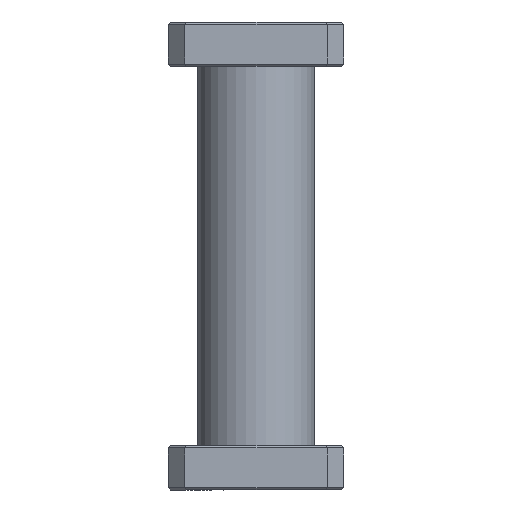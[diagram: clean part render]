
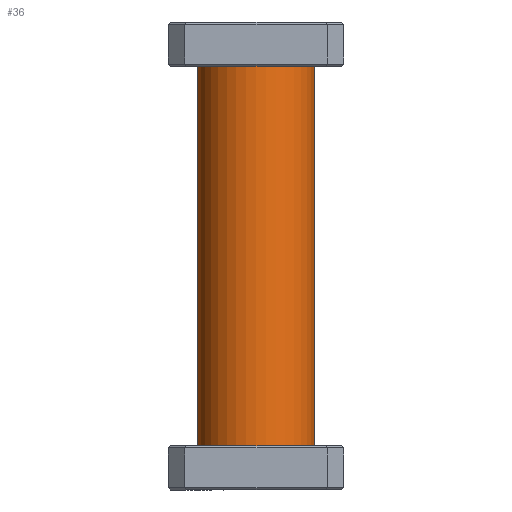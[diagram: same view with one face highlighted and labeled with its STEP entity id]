
A CAD part, front view. The second image highlights one B-rep face of the part: STEP entity #36.
In plain terms, the highlighted cylindrical face has radius 6.35 mm (diameter 12.7 mm), a partial arc.
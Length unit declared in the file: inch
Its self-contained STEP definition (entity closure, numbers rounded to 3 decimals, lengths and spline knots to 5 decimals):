
#36 = ADVANCED_FACE ( 'NONE', ( #2462 ), #597, .T. ) ;
#69 = CIRCLE ( 'NONE', #1893, 0.25 ) ;
#163 = ORIENTED_EDGE ( 'NONE', *, *, #299, .F. ) ;
#226 = EDGE_CURVE ( 'NONE', #2538, #2249, #69, .T. ) ;
#247 = LINE ( 'NONE', #1634, #577 ) ;
#289 = ORIENTED_EDGE ( 'NONE', *, *, #2254, .T. ) ;
#299 = EDGE_CURVE ( 'NONE', #451, #1751, #794, .T. ) ;
#451 = VERTEX_POINT ( 'NONE', #1391 ) ;
#577 = VECTOR ( 'NONE', #2474, 39.37008 ) ;
#597 = CYLINDRICAL_SURFACE ( 'NONE', #2286, 0.25 ) ;
#598 = EDGE_CURVE ( 'NONE', #1751, #2249, #247, .T. ) ;
#610 = DIRECTION ( 'NONE',  ( -1., 0., 0. ) ) ;
#781 = CARTESIAN_POINT ( 'NONE',  ( -0.25, 0., -0.81 ) ) ;
#782 = CARTESIAN_POINT ( 'NONE',  ( 0., 0., 1. ) ) ;
#794 = CIRCLE ( 'NONE', #2638, 0.25 ) ;
#1115 = DIRECTION ( 'NONE',  ( 0., 0., 1. ) ) ;
#1289 = DIRECTION ( 'NONE',  ( 1., 0., 0. ) ) ;
#1391 = CARTESIAN_POINT ( 'NONE',  ( -0.25, 0., 0.81 ) ) ;
#1437 = DIRECTION ( 'NONE',  ( 0., 0., -1. ) ) ;
#1500 = CARTESIAN_POINT ( 'NONE',  ( 0.25, 0., -0.81 ) ) ;
#1522 = DIRECTION ( 'NONE',  ( 0., 0., 1. ) ) ;
#1634 = CARTESIAN_POINT ( 'NONE',  ( 0.25, 0., 1. ) ) ;
#1688 = DIRECTION ( 'NONE',  ( 0., 0., -1. ) ) ;
#1719 = DIRECTION ( 'NONE',  ( 1., 0., 0. ) ) ;
#1726 = VECTOR ( 'NONE', #1688, 39.37008 ) ;
#1751 = VERTEX_POINT ( 'NONE', #2384 ) ;
#1856 = LINE ( 'NONE', #2319, #1726 ) ;
#1893 = AXIS2_PLACEMENT_3D ( 'NONE', #1907, #1115, #1289 ) ;
#1907 = CARTESIAN_POINT ( 'NONE',  ( 0., 0., -0.81 ) ) ;
#2162 = ORIENTED_EDGE ( 'NONE', *, *, #598, .F. ) ;
#2249 = VERTEX_POINT ( 'NONE', #1500 ) ;
#2254 = EDGE_CURVE ( 'NONE', #451, #2538, #1856, .T. ) ;
#2286 = AXIS2_PLACEMENT_3D ( 'NONE', #782, #1437, #610 ) ;
#2319 = CARTESIAN_POINT ( 'NONE',  ( -0.25, 0., 1. ) ) ;
#2333 = EDGE_LOOP ( 'NONE', ( #2162, #163, #289, #2637 ) ) ;
#2370 = CARTESIAN_POINT ( 'NONE',  ( 0., 0., 0.81 ) ) ;
#2384 = CARTESIAN_POINT ( 'NONE',  ( 0.25, 0., 0.81 ) ) ;
#2462 = FACE_OUTER_BOUND ( 'NONE', #2333, .T. ) ;
#2474 = DIRECTION ( 'NONE',  ( 0., 0., -1. ) ) ;
#2538 = VERTEX_POINT ( 'NONE', #781 ) ;
#2637 = ORIENTED_EDGE ( 'NONE', *, *, #226, .T. ) ;
#2638 = AXIS2_PLACEMENT_3D ( 'NONE', #2370, #1522, #1719 ) ;
